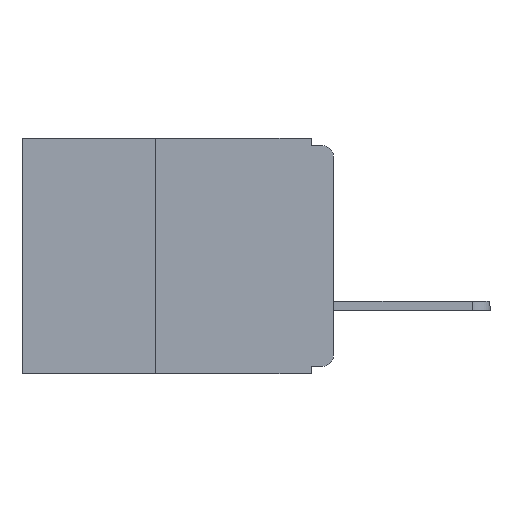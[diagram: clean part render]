
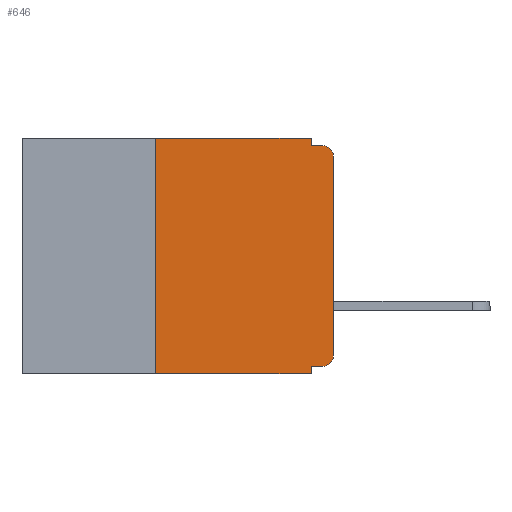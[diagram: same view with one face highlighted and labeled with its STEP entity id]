
A CAD part, left-side view. The second image highlights one B-rep face of the part: STEP entity #646.
In plain terms, the highlighted planar face has unit normal (-1, 0, 0).
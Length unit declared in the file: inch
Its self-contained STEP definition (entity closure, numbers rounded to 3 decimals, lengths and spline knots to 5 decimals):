
#25 = VERTEX_POINT ( 'NONE', #6987 ) ;
#355 = CARTESIAN_POINT ( 'NONE',  ( 0., 0.437, 0. ) ) ;
#646 = ADVANCED_FACE ( 'NONE', ( #8664 ), #5537, .F. ) ;
#740 = VERTEX_POINT ( 'NONE', #2386 ) ;
#1281 = ORIENTED_EDGE ( 'NONE', *, *, #21575, .T. ) ;
#2071 = CARTESIAN_POINT ( 'NONE',  ( 0., 0.437, -0.33 ) ) ;
#2386 = CARTESIAN_POINT ( 'NONE',  ( 0., 0.25, 0. ) ) ;
#2582 = CARTESIAN_POINT ( 'NONE',  ( 0., 0.031, -0.33 ) ) ;
#2649 = LINE ( 'NONE', #20156, #18366 ) ;
#2726 = AXIS2_PLACEMENT_3D ( 'NONE', #2727, #17706, #4860 ) ;
#2727 = CARTESIAN_POINT ( 'NONE',  ( 0., 0.015, -0.025 ) ) ;
#2739 = CARTESIAN_POINT ( 'NONE',  ( 0., 0., -0.32 ) ) ;
#2780 = DIRECTION ( 'NONE',  ( 0., 1., 0. ) ) ;
#3894 = EDGE_CURVE ( 'NONE', #24105, #5562, #22620, .T. ) ;
#4211 = DIRECTION ( 'NONE',  ( 0., -1., 0. ) ) ;
#4860 = DIRECTION ( 'NONE',  ( 0., 0., -1. ) ) ;
#4900 = CARTESIAN_POINT ( 'NONE',  ( 0., 0.031, 0. ) ) ;
#5037 = VERTEX_POINT ( 'NONE', #18768 ) ;
#5130 = DIRECTION ( 'NONE',  ( 0., 0., -1. ) ) ;
#5164 = DIRECTION ( 'NONE',  ( 1., 0., 0. ) ) ;
#5255 = CARTESIAN_POINT ( 'NONE',  ( 0., 0.437, 0. ) ) ;
#5316 = VECTOR ( 'NONE', #26017, 39.37008 ) ;
#5537 = PLANE ( 'NONE',  #24976 ) ;
#5562 = VERTEX_POINT ( 'NONE', #12370 ) ;
#5990 = LINE ( 'NONE', #2582, #5316 ) ;
#6218 = EDGE_CURVE ( 'NONE', #16533, #5037, #16816, .T. ) ;
#6397 = VERTEX_POINT ( 'NONE', #17341 ) ;
#6482 = EDGE_CURVE ( 'NONE', #11489, #5562, #10164, .T. ) ;
#6513 = EDGE_CURVE ( 'NONE', #27378, #24105, #20793, .T. ) ;
#6948 = DIRECTION ( 'NONE',  ( 0., -1., 0. ) ) ;
#6987 = CARTESIAN_POINT ( 'NONE',  ( 0., 0., -0.305 ) ) ;
#7053 = CARTESIAN_POINT ( 'NONE',  ( 0., 0.031, 0. ) ) ;
#7490 = DIRECTION ( 'NONE',  ( -1., 0., 0. ) ) ;
#7569 = ORIENTED_EDGE ( 'NONE', *, *, #3894, .F. ) ;
#7713 = LINE ( 'NONE', #355, #18388 ) ;
#7856 = ORIENTED_EDGE ( 'NONE', *, *, #6482, .T. ) ;
#8664 = FACE_OUTER_BOUND ( 'NONE', #8749, .T. ) ;
#8749 = EDGE_LOOP ( 'NONE', ( #17333, #7856, #7569, #23838, #26996, #12164, #17010, #19699, #26626, #1281 ) ) ;
#8809 = CIRCLE ( 'NONE', #12830, 0.015 ) ;
#9085 = EDGE_CURVE ( 'NONE', #10995, #740, #13281, .T. ) ;
#9557 = DIRECTION ( 'NONE',  ( 0., 0., 1. ) ) ;
#9682 = VECTOR ( 'NONE', #4211, 39.37008 ) ;
#10164 = CIRCLE ( 'NONE', #2726, 0.015 ) ;
#10995 = VERTEX_POINT ( 'NONE', #22654 ) ;
#11489 = VERTEX_POINT ( 'NONE', #24245 ) ;
#12004 = DIRECTION ( 'NONE',  ( 0., 0., 1. ) ) ;
#12164 = ORIENTED_EDGE ( 'NONE', *, *, #9085, .F. ) ;
#12370 = CARTESIAN_POINT ( 'NONE',  ( 0., 0.015, -0.01 ) ) ;
#12830 = AXIS2_PLACEMENT_3D ( 'NONE', #20269, #7490, #22409 ) ;
#13281 = LINE ( 'NONE', #16169, #23927 ) ;
#16169 = CARTESIAN_POINT ( 'NONE',  ( 0., 0.25, -0.33 ) ) ;
#16533 = VERTEX_POINT ( 'NONE', #26512 ) ;
#16816 = LINE ( 'NONE', #2739, #27438 ) ;
#17010 = ORIENTED_EDGE ( 'NONE', *, *, #19122, .T. ) ;
#17333 = ORIENTED_EDGE ( 'NONE', *, *, #27467, .T. ) ;
#17341 = CARTESIAN_POINT ( 'NONE',  ( 0., 0.031, -0.33 ) ) ;
#17706 = DIRECTION ( 'NONE',  ( -1., 0., 0. ) ) ;
#18136 = CARTESIAN_POINT ( 'NONE',  ( 0., 0., -0.01 ) ) ;
#18366 = VECTOR ( 'NONE', #9557, 39.37008 ) ;
#18388 = VECTOR ( 'NONE', #6948, 39.37008 ) ;
#18559 = DIRECTION ( 'NONE',  ( 0., -1., 0. ) ) ;
#18768 = CARTESIAN_POINT ( 'NONE',  ( 0., 0.031, -0.32 ) ) ;
#19122 = EDGE_CURVE ( 'NONE', #10995, #6397, #25983, .T. ) ;
#19699 = ORIENTED_EDGE ( 'NONE', *, *, #27328, .F. ) ;
#19740 = DIRECTION ( 'NONE',  ( 0., 0., -1. ) ) ;
#20128 = VECTOR ( 'NONE', #19740, 39.37008 ) ;
#20156 = CARTESIAN_POINT ( 'NONE',  ( 0., 0., 0. ) ) ;
#20269 = CARTESIAN_POINT ( 'NONE',  ( 0., 0.015, -0.305 ) ) ;
#20793 = LINE ( 'NONE', #7053, #20128 ) ;
#21575 = EDGE_CURVE ( 'NONE', #16533, #25, #8809, .T. ) ;
#21612 = CARTESIAN_POINT ( 'NONE',  ( 0., 0.031, -0.01 ) ) ;
#22409 = DIRECTION ( 'NONE',  ( 0., 0., -1. ) ) ;
#22620 = LINE ( 'NONE', #18136, #23298 ) ;
#22654 = CARTESIAN_POINT ( 'NONE',  ( 0., 0.25, -0.33 ) ) ;
#22716 = EDGE_CURVE ( 'NONE', #740, #27378, #7713, .T. ) ;
#23298 = VECTOR ( 'NONE', #18559, 39.37008 ) ;
#23838 = ORIENTED_EDGE ( 'NONE', *, *, #6513, .F. ) ;
#23927 = VECTOR ( 'NONE', #12004, 39.37008 ) ;
#24105 = VERTEX_POINT ( 'NONE', #21612 ) ;
#24245 = CARTESIAN_POINT ( 'NONE',  ( 0., 0., -0.025 ) ) ;
#24976 = AXIS2_PLACEMENT_3D ( 'NONE', #5255, #5164, #5130 ) ;
#25983 = LINE ( 'NONE', #2071, #9682 ) ;
#26017 = DIRECTION ( 'NONE',  ( 0., 0., -1. ) ) ;
#26512 = CARTESIAN_POINT ( 'NONE',  ( 0., 0.015, -0.32 ) ) ;
#26626 = ORIENTED_EDGE ( 'NONE', *, *, #6218, .F. ) ;
#26996 = ORIENTED_EDGE ( 'NONE', *, *, #22716, .F. ) ;
#27328 = EDGE_CURVE ( 'NONE', #5037, #6397, #5990, .T. ) ;
#27378 = VERTEX_POINT ( 'NONE', #4900 ) ;
#27438 = VECTOR ( 'NONE', #2780, 39.37008 ) ;
#27467 = EDGE_CURVE ( 'NONE', #25, #11489, #2649, .T. ) ;
